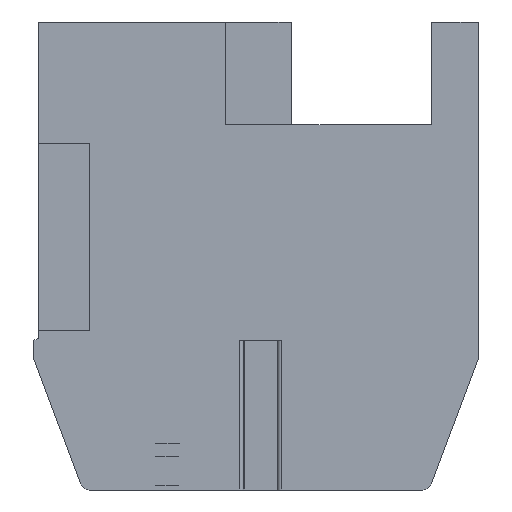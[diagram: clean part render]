
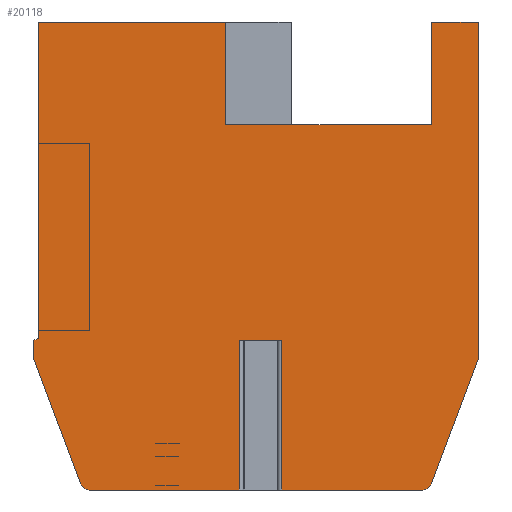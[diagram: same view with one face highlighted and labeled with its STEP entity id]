
A CAD part, front view. The second image highlights one B-rep face of the part: STEP entity #20118.
In plain terms, the highlighted planar face has unit normal (0, -1, 0).
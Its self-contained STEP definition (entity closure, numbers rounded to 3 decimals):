
#1=DIRECTION('',(1.,0.,0.));
#2=VECTOR('',#1,0.906);
#3=CARTESIAN_POINT('',(4.297,0.,-6.8));
#4=LINE('',#3,#2);
#5=DIRECTION('',(0.,0.,-1.));
#6=VECTOR('',#5,3.2);
#7=CARTESIAN_POINT('',(4.297,0.,-6.8));
#8=LINE('',#7,#6);
#9=DIRECTION('',(-1.,0.,0.));
#10=VECTOR('',#9,3.208);
#11=CARTESIAN_POINT('',(4.297,0.,-10.));
#12=LINE('',#11,#10);
#13=CARTESIAN_POINT('',(1.089,0.,-9.8));
#14=DIRECTION('',(0.,1.,0.));
#15=DIRECTION('',(0.,0.,-1.));
#16=AXIS2_PLACEMENT_3D('',#13,#14,#15);
#18=DIRECTION('',(-0.351,0.,0.936));
#19=VECTOR('',#18,2.816);
#20=CARTESIAN_POINT('',(0.901,0.,-9.87));
#21=LINE('',#20,#19);
#22=CARTESIAN_POINT('',(0.1,0.,-7.164));
#23=DIRECTION('',(0.,1.,0.));
#24=DIRECTION('',(-0.936,0.,-0.351));
#25=AXIS2_PLACEMENT_3D('',#22,#23,#24);
#27=DIRECTION('',(0.,0.,1.));
#28=VECTOR('',#27,0.364);
#29=CARTESIAN_POINT('',(-0.1,0.,-7.164));
#30=LINE('',#29,#28);
#31=DIRECTION('',(0.928,0.,0.371));
#32=VECTOR('',#31,0.108);
#33=CARTESIAN_POINT('',(-0.1,0.,-6.8));
#34=LINE('',#33,#32);
#35=DIRECTION('',(0.,0.,1.));
#36=VECTOR('',#35,6.76);
#37=CARTESIAN_POINT('',(0.,0.,-6.76));
#38=LINE('',#37,#36);
#39=DIRECTION('',(1.,0.,0.));
#40=VECTOR('',#39,4.);
#41=CARTESIAN_POINT('',(0.,0.,0.));
#42=LINE('',#41,#40);
#43=DIRECTION('',(0.,0.,-1.));
#44=VECTOR('',#43,2.2);
#45=CARTESIAN_POINT('',(4.,0.,0.));
#46=LINE('',#45,#44);
#47=DIRECTION('',(0.,0.,1.));
#48=VECTOR('',#47,2.2);
#49=CARTESIAN_POINT('',(8.4,0.,-2.2));
#50=LINE('',#49,#48);
#51=DIRECTION('',(1.,0.,0.));
#52=VECTOR('',#51,1.);
#53=CARTESIAN_POINT('',(8.4,0.,0.));
#54=LINE('',#53,#52);
#55=DIRECTION('',(0.,0.,-1.));
#56=VECTOR('',#55,7.164);
#57=CARTESIAN_POINT('',(9.4,0.,0.));
#58=LINE('',#57,#56);
#59=CARTESIAN_POINT('',(9.2,0.,-7.164));
#60=DIRECTION('',(0.,1.,0.));
#61=DIRECTION('',(1.,0.,0.));
#62=AXIS2_PLACEMENT_3D('',#59,#60,#61);
#64=DIRECTION('',(-0.351,0.,-0.936));
#65=VECTOR('',#64,2.816);
#66=CARTESIAN_POINT('',(9.387,0.,-7.234));
#67=LINE('',#66,#65);
#68=CARTESIAN_POINT('',(8.211,0.,-9.8));
#69=DIRECTION('',(0.,1.,0.));
#70=DIRECTION('',(0.936,0.,-0.351));
#71=AXIS2_PLACEMENT_3D('',#68,#69,#70);
#73=DIRECTION('',(-1.,0.,0.));
#74=VECTOR('',#73,3.008);
#75=CARTESIAN_POINT('',(8.211,0.,-10.));
#76=LINE('',#75,#74);
#77=DIRECTION('',(0.,0.,-1.));
#78=VECTOR('',#77,3.2);
#79=CARTESIAN_POINT('',(5.203,0.,-6.8));
#80=LINE('',#79,#78);
#4919=DIRECTION('',(-1.,0.,0.));
#4920=VECTOR('',#4919,4.4);
#4921=CARTESIAN_POINT('',(8.4,0.,-2.2));
#4922=LINE('',#4921,#4920);
#15817=CARTESIAN_POINT('',(-0.087,0.,-7.234));
#15818=CARTESIAN_POINT('',(-0.1,0.,-7.164));
#15819=VERTEX_POINT('',#15817);
#15820=VERTEX_POINT('',#15818);
#15821=CARTESIAN_POINT('',(-0.1,0.,-6.8));
#15822=VERTEX_POINT('',#15821);
#15823=CARTESIAN_POINT('',(0.,0.,-6.76));
#15824=VERTEX_POINT('',#15823);
#15825=CARTESIAN_POINT('',(0.,0.,0.));
#15826=VERTEX_POINT('',#15825);
#15827=CARTESIAN_POINT('',(8.4,0.,-2.2));
#15828=CARTESIAN_POINT('',(8.4,0.,0.));
#15829=VERTEX_POINT('',#15827);
#15830=VERTEX_POINT('',#15828);
#15831=CARTESIAN_POINT('',(9.4,0.,0.));
#15832=VERTEX_POINT('',#15831);
#15833=CARTESIAN_POINT('',(9.4,0.,-7.164));
#15834=VERTEX_POINT('',#15833);
#15835=CARTESIAN_POINT('',(9.387,0.,-7.234));
#15836=VERTEX_POINT('',#15835);
#15837=CARTESIAN_POINT('',(8.399,0.,-9.87));
#15838=VERTEX_POINT('',#15837);
#15839=CARTESIAN_POINT('',(8.211,0.,-10.));
#15840=VERTEX_POINT('',#15839);
#15841=CARTESIAN_POINT('',(1.089,0.,-10.));
#15842=CARTESIAN_POINT('',(0.901,0.,-9.87));
#15843=VERTEX_POINT('',#15841);
#15844=VERTEX_POINT('',#15842);
#16057=CARTESIAN_POINT('',(4.,0.,0.));
#16058=CARTESIAN_POINT('',(4.,0.,-2.2));
#16059=VERTEX_POINT('',#16057);
#16060=VERTEX_POINT('',#16058);
#16081=CARTESIAN_POINT('',(4.297,0.,-6.8));
#16082=CARTESIAN_POINT('',(5.203,0.,-6.8));
#16083=VERTEX_POINT('',#16081);
#16084=VERTEX_POINT('',#16082);
#16085=CARTESIAN_POINT('',(4.297,0.,-10.));
#16086=VERTEX_POINT('',#16085);
#16087=CARTESIAN_POINT('',(5.203,0.,-10.));
#16088=VERTEX_POINT('',#16087);
#20071=CARTESIAN_POINT('',(0.,0.,0.));
#20072=DIRECTION('',(0.,1.,0.));
#20073=DIRECTION('',(1.,0.,0.));
#20074=AXIS2_PLACEMENT_3D('',#20071,#20072,#20073);
#20075=PLANE('',#20074);
#20077=ORIENTED_EDGE('',*,*,#20076,.F.);
#20079=ORIENTED_EDGE('',*,*,#20078,.T.);
#20081=ORIENTED_EDGE('',*,*,#20080,.T.);
#20083=ORIENTED_EDGE('',*,*,#20082,.T.);
#20085=ORIENTED_EDGE('',*,*,#20084,.T.);
#20087=ORIENTED_EDGE('',*,*,#20086,.T.);
#20089=ORIENTED_EDGE('',*,*,#20088,.T.);
#20091=ORIENTED_EDGE('',*,*,#20090,.T.);
#20093=ORIENTED_EDGE('',*,*,#20092,.T.);
#20095=ORIENTED_EDGE('',*,*,#20094,.T.);
#20097=ORIENTED_EDGE('',*,*,#20096,.T.);
#20099=ORIENTED_EDGE('',*,*,#20098,.F.);
#20101=ORIENTED_EDGE('',*,*,#20100,.T.);
#20103=ORIENTED_EDGE('',*,*,#20102,.T.);
#20105=ORIENTED_EDGE('',*,*,#20104,.T.);
#20107=ORIENTED_EDGE('',*,*,#20106,.T.);
#20109=ORIENTED_EDGE('',*,*,#20108,.T.);
#20111=ORIENTED_EDGE('',*,*,#20110,.T.);
#20113=ORIENTED_EDGE('',*,*,#20112,.T.);
#20115=ORIENTED_EDGE('',*,*,#20114,.F.);
#20116=EDGE_LOOP('',(#20077,#20079,#20081,#20083,#20085,#20087,#20089,#20091,
#20093,#20095,#20097,#20099,#20101,#20103,#20105,#20107,#20109,#20111,#20113,
#20115));
#20117=FACE_OUTER_BOUND('',#20116,.F.);
#20118=ADVANCED_FACE('',(#20117),#20075,.F.);
#17=CIRCLE('',#16,0.2);
#26=CIRCLE('',#25,0.2);
#63=CIRCLE('',#62,0.2);
#72=CIRCLE('',#71,0.2);
#20076=EDGE_CURVE('',#16083,#16084,#4,.T.);
#20078=EDGE_CURVE('',#16083,#16086,#8,.T.);
#20080=EDGE_CURVE('',#16086,#15843,#12,.T.);
#20082=EDGE_CURVE('',#15843,#15844,#17,.T.);
#20084=EDGE_CURVE('',#15844,#15819,#21,.T.);
#20086=EDGE_CURVE('',#15819,#15820,#26,.T.);
#20088=EDGE_CURVE('',#15820,#15822,#30,.T.);
#20090=EDGE_CURVE('',#15822,#15824,#34,.T.);
#20092=EDGE_CURVE('',#15824,#15826,#38,.T.);
#20094=EDGE_CURVE('',#15826,#16059,#42,.T.);
#20096=EDGE_CURVE('',#16059,#16060,#46,.T.);
#20098=EDGE_CURVE('',#15829,#16060,#4922,.T.);
#20100=EDGE_CURVE('',#15829,#15830,#50,.T.);
#20102=EDGE_CURVE('',#15830,#15832,#54,.T.);
#20104=EDGE_CURVE('',#15832,#15834,#58,.T.);
#20106=EDGE_CURVE('',#15834,#15836,#63,.T.);
#20108=EDGE_CURVE('',#15836,#15838,#67,.T.);
#20110=EDGE_CURVE('',#15838,#15840,#72,.T.);
#20112=EDGE_CURVE('',#15840,#16088,#76,.T.);
#20114=EDGE_CURVE('',#16084,#16088,#80,.T.);
